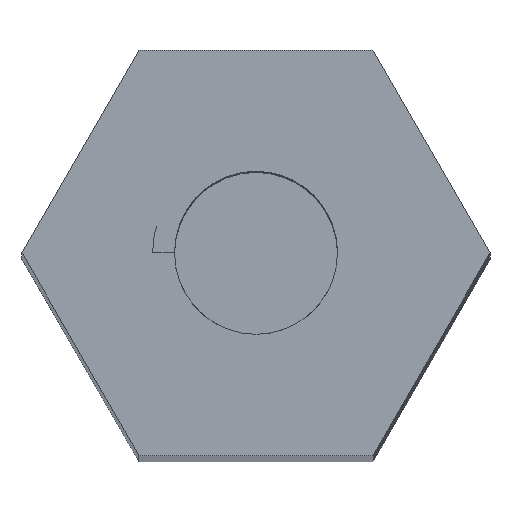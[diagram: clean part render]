
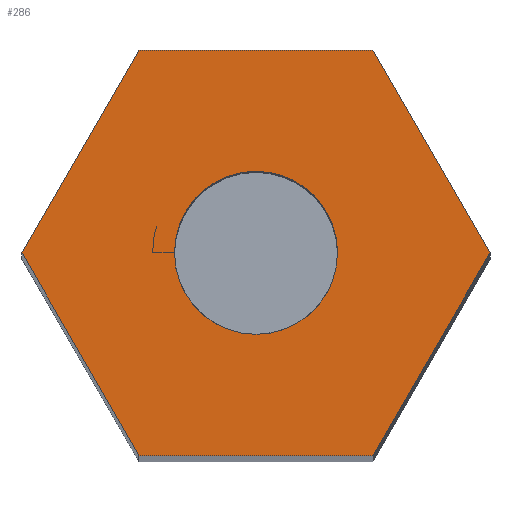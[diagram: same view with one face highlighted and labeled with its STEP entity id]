
A CAD part, top view. The second image highlights one B-rep face of the part: STEP entity #286.
In plain terms, the highlighted planar face has unit normal (0, 0, 1).
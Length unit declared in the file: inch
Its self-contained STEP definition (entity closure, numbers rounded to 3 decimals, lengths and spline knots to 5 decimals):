
#9 = DIRECTION ( 'NONE',  ( -1., 0., 0. ) ) ;
#21 = CARTESIAN_POINT ( 'NONE',  ( 0.14434, -0.25, 2.21793 ) ) ;
#286 = ADVANCED_FACE ( 'NONE', ( #4674, #729 ), #2378, .T. ) ;
#313 = CARTESIAN_POINT ( 'NONE',  ( -0.28868, 0., 2.21793 ) ) ;
#423 = CARTESIAN_POINT ( 'NONE',  ( -0.28868, 0., 2.21793 ) ) ;
#464 = VERTEX_POINT ( 'NONE', #2080 ) ;
#467 = EDGE_CURVE ( 'NONE', #2049, #6806, #1468, .T. ) ;
#468 = EDGE_CURVE ( 'NONE', #1924, #5718, #3418, .T. ) ;
#600 = VECTOR ( 'NONE', #646, 39.37008 ) ;
#646 = DIRECTION ( 'NONE',  ( 0.5, 0.866, 0. ) ) ;
#729 = FACE_OUTER_BOUND ( 'NONE', #1053, .T. ) ;
#767 = CARTESIAN_POINT ( 'NONE',  ( 0.28868, 0., 2.21793 ) ) ;
#902 = CARTESIAN_POINT ( 'NONE',  ( 0., 0., 2.21793 ) ) ;
#1009 = EDGE_CURVE ( 'NONE', #6806, #2694, #2512, .T. ) ;
#1053 = EDGE_LOOP ( 'NONE', ( #5256, #1355, #5640, #3512, #6080, #1134 ) ) ;
#1134 = ORIENTED_EDGE ( 'NONE', *, *, #467, .T. ) ;
#1197 = LINE ( 'NONE', #3433, #600 ) ;
#1246 = CARTESIAN_POINT ( 'NONE',  ( 0., 0., 2.21793 ) ) ;
#1355 = ORIENTED_EDGE ( 'NONE', *, *, #3613, .T. ) ;
#1468 = LINE ( 'NONE', #423, #3888 ) ;
#1470 = EDGE_CURVE ( 'NONE', #464, #2049, #5809, .T. ) ;
#1618 = DIRECTION ( 'NONE',  ( -0.5, 0.866, 0. ) ) ;
#1647 = LINE ( 'NONE', #3868, #2837 ) ;
#1924 = VERTEX_POINT ( 'NONE', #6512 ) ;
#2049 = VERTEX_POINT ( 'NONE', #313 ) ;
#2080 = CARTESIAN_POINT ( 'NONE',  ( -0.14434, 0.25, 2.21793 ) ) ;
#2378 = PLANE ( 'NONE',  #3414 ) ;
#2512 = LINE ( 'NONE', #7172, #7145 ) ;
#2520 = VERTEX_POINT ( 'NONE', #6822 ) ;
#2694 = VERTEX_POINT ( 'NONE', #21 ) ;
#2798 = EDGE_CURVE ( 'NONE', #5523, #2520, #4385, .T. ) ;
#2837 = VECTOR ( 'NONE', #9, 39.37008 ) ;
#3062 = CARTESIAN_POINT ( 'NONE',  ( -0.14434, 0.25, 2.21793 ) ) ;
#3243 = CARTESIAN_POINT ( 'NONE',  ( -0.14434, -0.25, 2.21793 ) ) ;
#3414 = AXIS2_PLACEMENT_3D ( 'NONE', #1246, #6301, #5183 ) ;
#3418 = CIRCLE ( 'NONE', #3542, 0.1005 ) ;
#3429 = EDGE_CURVE ( 'NONE', #2520, #464, #1647, .T. ) ;
#3433 = CARTESIAN_POINT ( 'NONE',  ( 0.14434, -0.25, 2.21793 ) ) ;
#3512 = ORIENTED_EDGE ( 'NONE', *, *, #3429, .T. ) ;
#3526 = CIRCLE ( 'NONE', #3767, 0.1005 ) ;
#3542 = AXIS2_PLACEMENT_3D ( 'NONE', #7116, #4788, #6583 ) ;
#3613 = EDGE_CURVE ( 'NONE', #2694, #5523, #1197, .T. ) ;
#3646 = DIRECTION ( 'NONE',  ( 0., 0., 1. ) ) ;
#3686 = DIRECTION ( 'NONE',  ( -0.5, -0.866, 0. ) ) ;
#3707 = EDGE_CURVE ( 'NONE', #5718, #1924, #3526, .T. ) ;
#3767 = AXIS2_PLACEMENT_3D ( 'NONE', #902, #3646, #5283 ) ;
#3868 = CARTESIAN_POINT ( 'NONE',  ( 0.14434, 0.25, 2.21793 ) ) ;
#3888 = VECTOR ( 'NONE', #4888, 39.37008 ) ;
#4095 = CARTESIAN_POINT ( 'NONE',  ( -0.1005, 0., 2.21793 ) ) ;
#4385 = LINE ( 'NONE', #6621, #5861 ) ;
#4674 = FACE_BOUND ( 'NONE', #5672, .T. ) ;
#4787 = ORIENTED_EDGE ( 'NONE', *, *, #3707, .F. ) ;
#4788 = DIRECTION ( 'NONE',  ( 0., 0., 1. ) ) ;
#4888 = DIRECTION ( 'NONE',  ( 0.5, -0.866, 0. ) ) ;
#5183 = DIRECTION ( 'NONE',  ( 1., 0., 0. ) ) ;
#5256 = ORIENTED_EDGE ( 'NONE', *, *, #1009, .T. ) ;
#5283 = DIRECTION ( 'NONE',  ( 1., 0., 0. ) ) ;
#5523 = VERTEX_POINT ( 'NONE', #767 ) ;
#5640 = ORIENTED_EDGE ( 'NONE', *, *, #2798, .T. ) ;
#5672 = EDGE_LOOP ( 'NONE', ( #4787, #5741 ) ) ;
#5718 = VERTEX_POINT ( 'NONE', #4095 ) ;
#5741 = ORIENTED_EDGE ( 'NONE', *, *, #468, .F. ) ;
#5809 = LINE ( 'NONE', #3062, #5872 ) ;
#5861 = VECTOR ( 'NONE', #1618, 39.37008 ) ;
#5872 = VECTOR ( 'NONE', #3686, 39.37008 ) ;
#6080 = ORIENTED_EDGE ( 'NONE', *, *, #1470, .T. ) ;
#6301 = DIRECTION ( 'NONE',  ( 0., 0., 1. ) ) ;
#6475 = DIRECTION ( 'NONE',  ( 1., 0., 0. ) ) ;
#6512 = CARTESIAN_POINT ( 'NONE',  ( 0.1005, 0., 2.21793 ) ) ;
#6583 = DIRECTION ( 'NONE',  ( 1., 0., 0. ) ) ;
#6621 = CARTESIAN_POINT ( 'NONE',  ( 0.28868, 0., 2.21793 ) ) ;
#6806 = VERTEX_POINT ( 'NONE', #3243 ) ;
#6822 = CARTESIAN_POINT ( 'NONE',  ( 0.14434, 0.25, 2.21793 ) ) ;
#7116 = CARTESIAN_POINT ( 'NONE',  ( 0., 0., 2.21793 ) ) ;
#7145 = VECTOR ( 'NONE', #6475, 39.37008 ) ;
#7172 = CARTESIAN_POINT ( 'NONE',  ( -0.14434, -0.25, 2.21793 ) ) ;
